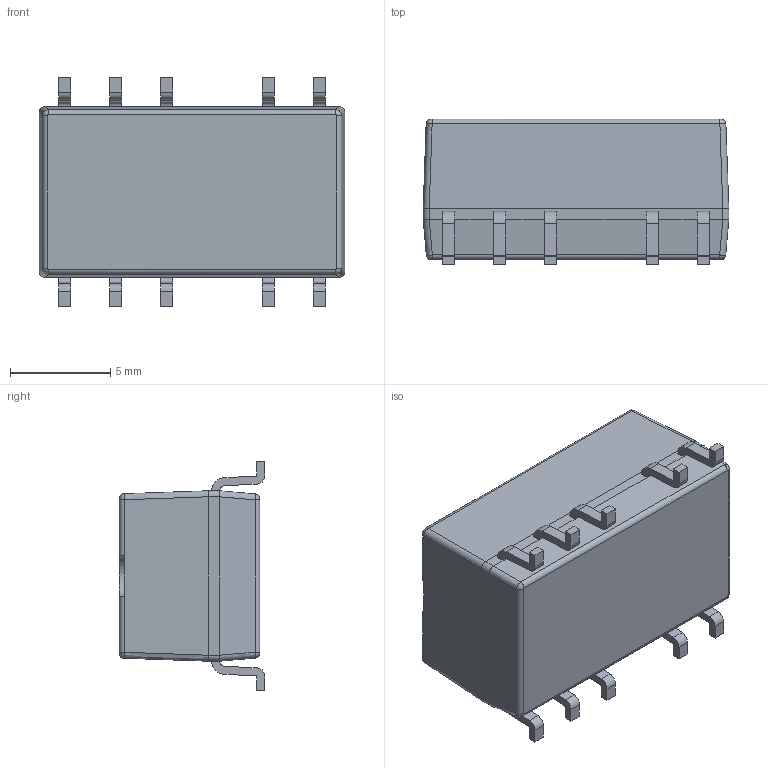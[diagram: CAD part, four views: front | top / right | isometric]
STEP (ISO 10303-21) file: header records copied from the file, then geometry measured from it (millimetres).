
FILE_DESCRIPTION (( 'STEP AP214' ), '1' );
FILE_NAME ('CUI_PEP1-S5-S9-M.step', '2020-05-07T01:20:31', ( '' ), ( '' ), 'SwSTEP 2.0', 'SolidWorks 2020', '' );
FILE_SCHEMA (( 'AUTOMOTIVE_DESIGN' ));
Length unit declared in the file: inch
Products named in the file (1): CUI_PEP1-S5-S9-M
Bounding box: 15.24 x 7.25 x 11.4 mm (x, y, z)
Volume: 881.8 mm3; surface area: 846.4 mm2
Topology: 1 solids, 2 shells, 217 faces, 575 edges, 362 vertices
Faces by surface type: plane 124, cylinder 62, bspline 23, sphere 8
Entity records: 10694 total; most frequent: CARTESIAN_POINT 2644, ORIENTED_EDGE 1150, DIRECTION 992, EDGE_CURVE 575, LINE 382, VECTOR 382, VERTEX_POINT 362, AXIS2_PLACEMENT_3D 305
